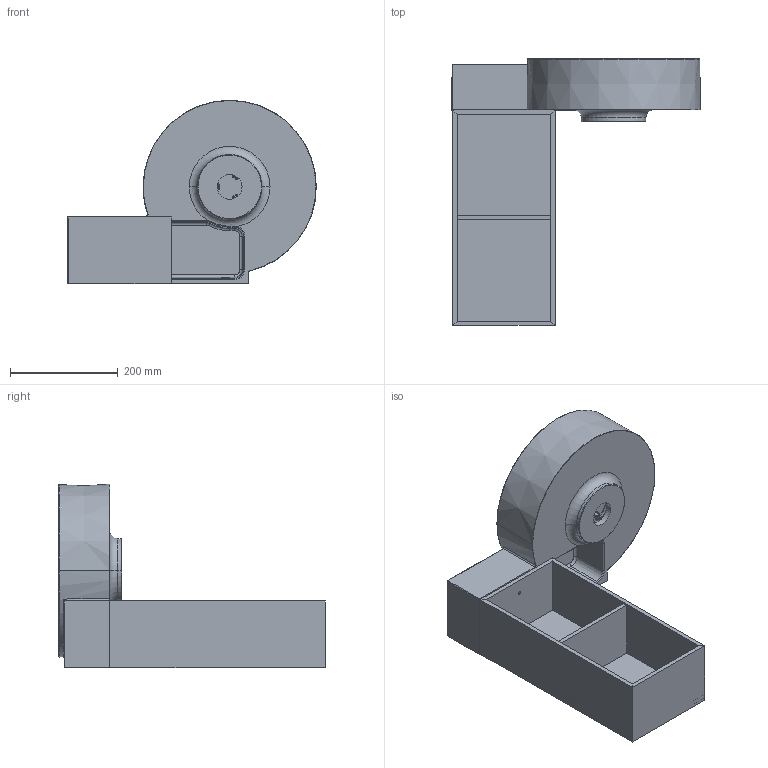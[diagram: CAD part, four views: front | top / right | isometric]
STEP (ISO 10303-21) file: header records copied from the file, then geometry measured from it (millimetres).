
FILE_DESCRIPTION (( 'STEP AP214' ), '1' );
FILE_NAME ('SCA7-465R.STEP', '2020-06-26T09:36:44', ( 'User' ), ( '' ), 'SwSTEP 2.0', 'SolidWorks 2019', '' );
FILE_SCHEMA (( 'AUTOMOTIVE_DESIGN' ));
Length unit declared in the file: millimetre
Products named in the file (2): SCA7-465R
Bounding box: 461.56 x 495 x 340.82 mm (x, y, z)
Volume: 5501989 mm3; surface area: 1010831 mm2
Topology: 8 solids, 8 shells, 321 faces, 741 edges, 421 vertices
Faces by surface type: plane 96, cylinder 90, torus 57, bspline 54, cone 18, sphere 6
Entity records: 11193 total; most frequent: CARTESIAN_POINT 4227, ORIENTED_EDGE 1444, DIRECTION 1430, EDGE_CURVE 722, AXIS2_PLACEMENT_3D 560, VERTEX_POINT 421, EDGE_LOOP 335, FACE_OUTER_BOUND 321
